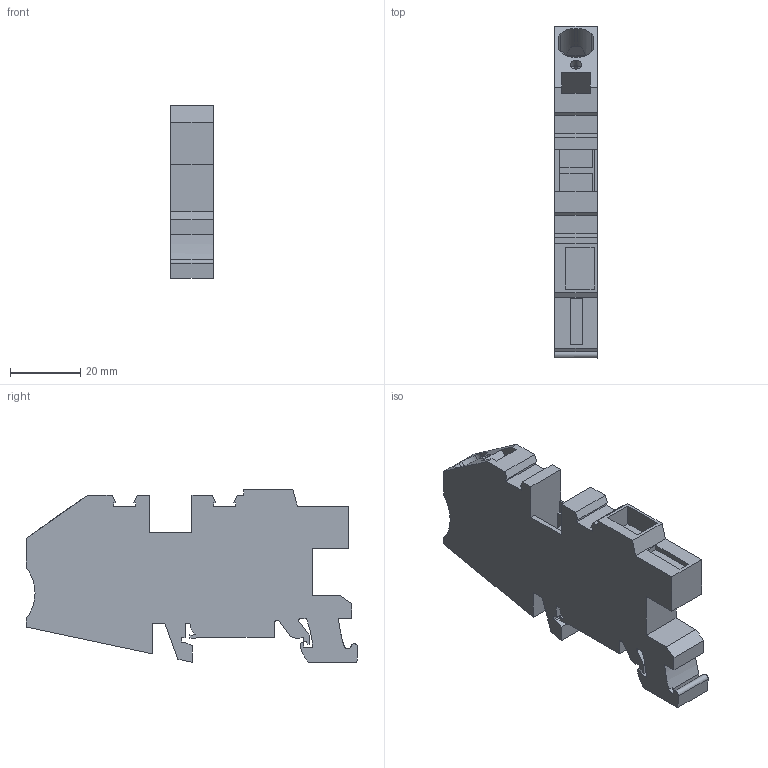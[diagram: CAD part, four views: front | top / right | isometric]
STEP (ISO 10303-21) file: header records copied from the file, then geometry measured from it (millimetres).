
FILE_DESCRIPTION(('Creo Elements/Direct Modeling STEP Export'),'2;1');
FILE_NAME('model.stp','2018-03-31T10:34:30',(''),(''),'Creo Elements/Direct Modeling STEP processor for AP214 (Solid Model)','Creo Elements/Direct Modeling 18.1I 14-Aug-2016 (C) Parametric Technology GmbH','');
FILE_SCHEMA(('AUTOMOTIVE_DESIGN { 1 0 10303 214 1 1 1 1 }'));
Length unit declared in the file: millimetre
Products named in the file (2): STN-16-Select
Assembly tree (1 placements, depth 2):
  STN-16-Select
    STN-16-Select
Bounding box: 12 x 94.68 x 49.3 mm (x, y, z)
Volume: 35429.1 mm3; surface area: 14192.8 mm2
Topology: 1 solids, 1 shells, 150 faces, 429 edges, 285 vertices
Faces by surface type: plane 123, cylinder 25, cone 2
Entity records: 6506 total; most frequent: CARTESIAN_POINT 1313, ORIENTED_EDGE 858, DIRECTION 782, EDGE_CURVE 429, VECTOR 360, LINE 360, VERTEX_POINT 285, AXIS2_PLACEMENT_3D 211
